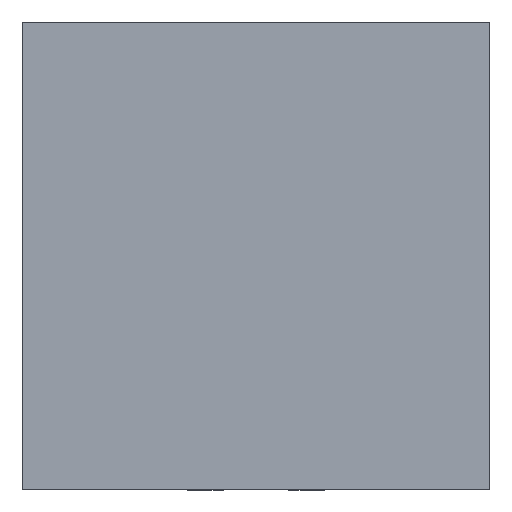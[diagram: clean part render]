
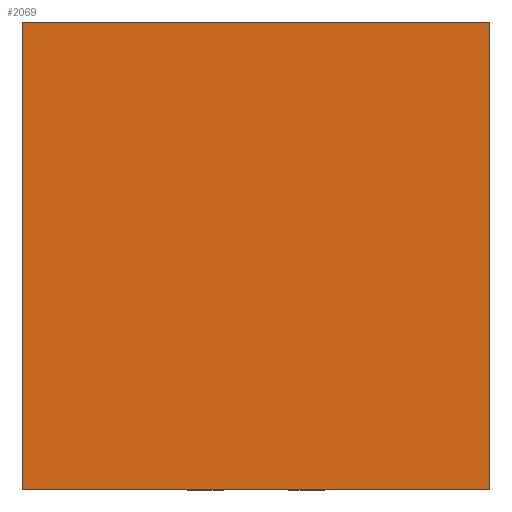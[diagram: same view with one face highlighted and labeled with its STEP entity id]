
A CAD part, top view. The second image highlights one B-rep face of the part: STEP entity #2069.
In plain terms, the highlighted face is planar.
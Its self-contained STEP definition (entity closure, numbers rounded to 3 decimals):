
#718=DIRECTION('',(0.,0.,1.));
#719=VECTOR('',#718,3.);
#720=CARTESIAN_POINT('',(-1.5,0.75,-1.5));
#721=LINE('',#720,#719);
#725=DIRECTION('',(-1.,0.,0.));
#726=VECTOR('',#725,3.);
#727=CARTESIAN_POINT('',(1.5,0.75,-1.5));
#728=LINE('',#727,#726);
#732=DIRECTION('',(0.,0.,-1.));
#733=VECTOR('',#732,3.);
#734=CARTESIAN_POINT('',(1.5,0.75,1.5));
#735=LINE('',#734,#733);
#739=DIRECTION('',(1.,0.,0.));
#740=VECTOR('',#739,3.);
#741=CARTESIAN_POINT('',(-1.5,0.75,1.5));
#742=LINE('',#741,#740);
#1496=CARTESIAN_POINT('',(-1.5,0.75,-1.5));
#1497=CARTESIAN_POINT('',(-1.5,0.75,1.5));
#1498=VERTEX_POINT('',#1496);
#1499=VERTEX_POINT('',#1497);
#1500=CARTESIAN_POINT('',(1.5,0.75,1.5));
#1501=VERTEX_POINT('',#1500);
#1502=CARTESIAN_POINT('',(1.5,0.75,-1.5));
#1503=VERTEX_POINT('',#1502);
#2058=CARTESIAN_POINT('',(0.,0.75,0.));
#2059=DIRECTION('',(0.,1.,0.));
#2060=DIRECTION('',(1.,0.,0.));
#2061=AXIS2_PLACEMENT_3D('',#2058,#2059,#2060);
#2062=PLANE('',#2061);
#2063=ORIENTED_EDGE('',*,*,#1926,.F.);
#2064=ORIENTED_EDGE('',*,*,#1969,.F.);
#2065=ORIENTED_EDGE('',*,*,#1997,.F.);
#2066=ORIENTED_EDGE('',*,*,#2038,.F.);
#2067=EDGE_LOOP('',(#2063,#2064,#2065,#2066));
#2068=FACE_OUTER_BOUND('',#2067,.F.);
#1926=EDGE_CURVE('',#1498,#1499,#721,.T.);
#1969=EDGE_CURVE('',#1503,#1498,#728,.T.);
#1997=EDGE_CURVE('',#1501,#1503,#735,.T.);
#2038=EDGE_CURVE('',#1499,#1501,#742,.T.);
#2069=ADVANCED_FACE('',(#2068),#2062,.T.);
